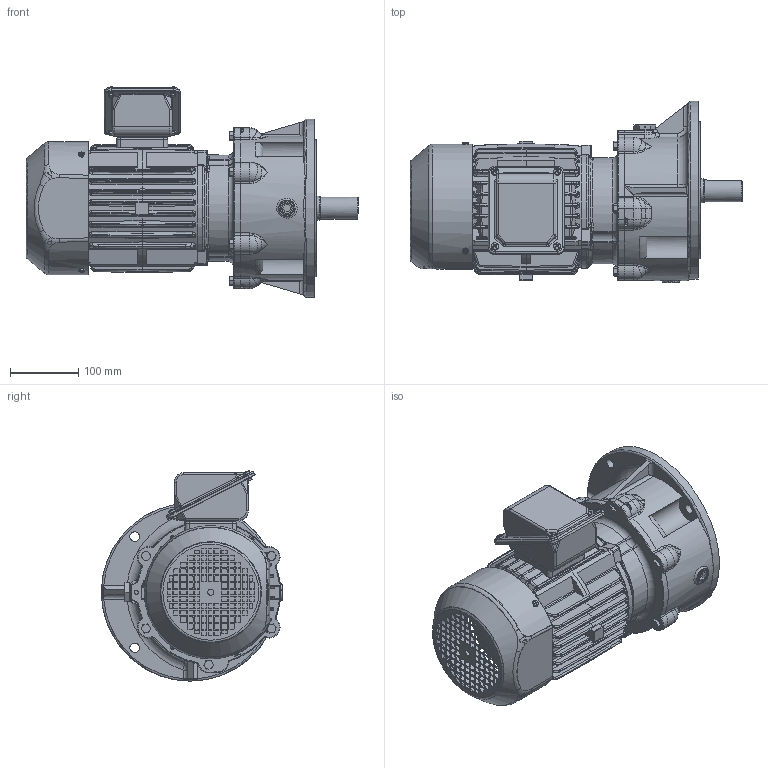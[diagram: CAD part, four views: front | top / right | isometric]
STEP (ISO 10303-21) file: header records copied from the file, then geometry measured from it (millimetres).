
FILE_DESCRIPTION (( 'STEP AP214' ), '1' );
FILE_NAME ('EK2DO07154H001_FVB_1.5kW_R5.stp', '2022-06-17T04:49:29', ( 'Windows 餌辨濠' ), ( '' ), 'SwSTEP 2.0', 'SolidWorks 2021', '' );
FILE_SCHEMA (( 'AUTOMOTIVE_DESIGN' ));
Length unit declared in the file: millimetre
Products named in the file (1): EK2DO07154H001_FVB_1.5kW_R5
Bounding box: 485.6 x 265 x 307.48 mm (x, y, z)
Volume: 10516051.7 mm3; surface area: 845847.4 mm2
Topology: 25 solids, 25 shells, 3104 faces, 8031 edges, 5002 vertices
Faces by surface type: cylinder 1147, plane 1123, bspline 528, torus 138, cone 126, sphere 42
Full cylindrical faces by diameter (mm): 1.5 x1, 4.917 x8, 5 x3, 6 x10, 6.647 x24, 7 x8, 8 x16, 9 x7, 9.5 x3, 10.5 x4, 11.6 x6, 14 x4, 14.95 x4, 18 x1, 20 x2, 26 x1, 32 x1, 35 x2, 39.2 x1, 40 x1, 42 x1, 45 x1, 51.5 x1, 55 x2, 161 x2, 193 x1, 198 x1, 200 x1, 260 x1
Entity records: 148746 total; most frequent: CARTESIAN_POINT 43403, ORIENTED_EDGE 15402, DIRECTION 13831, EDGE_CURVE 7701, AXIS2_PLACEMENT_3D 5129, VERTEX_POINT 4910, EDGE_LOOP 3675, VECTOR 3573
